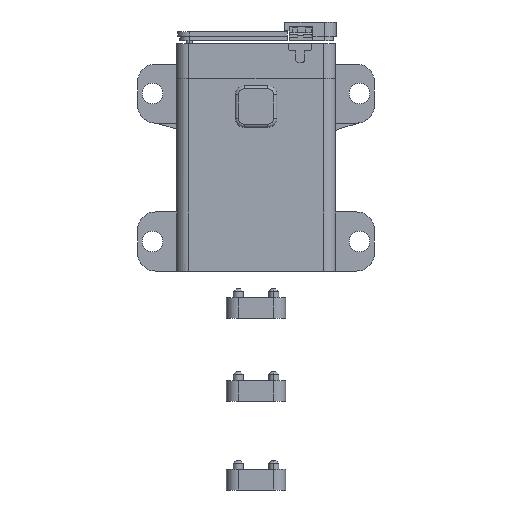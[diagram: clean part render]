
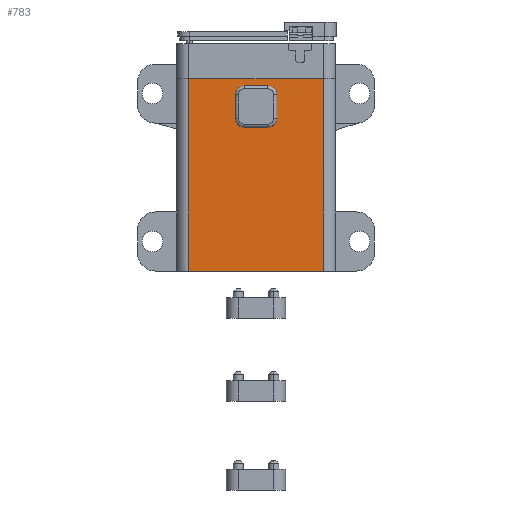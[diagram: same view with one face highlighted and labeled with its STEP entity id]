
A CAD part, front view. The second image highlights one B-rep face of the part: STEP entity #783.
In plain terms, the highlighted planar face has unit normal (0, -1, 0).
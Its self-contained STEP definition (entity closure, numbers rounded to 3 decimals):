
#159=FACE_BOUND('',#1727,.F.);
#443=PLANE('',#9470);
#783=ADVANCED_FACE('',(#159,#1242),#443,.T.);
#1242=FACE_OUTER_BOUND('',#1728,.F.);
#1727=EDGE_LOOP('',(#2840,#2841,#2842,#2843,#2844,#2845,#2846,#2847));
#1728=EDGE_LOOP('',(#2848,#2849,#2850,#2851));
#2840=ORIENTED_EDGE('',*,*,#6908,.T.);
#2841=ORIENTED_EDGE('',*,*,#6907,.T.);
#2842=ORIENTED_EDGE('',*,*,#6906,.T.);
#2843=ORIENTED_EDGE('',*,*,#6905,.T.);
#2844=ORIENTED_EDGE('',*,*,#6904,.T.);
#2845=ORIENTED_EDGE('',*,*,#6903,.T.);
#2846=ORIENTED_EDGE('',*,*,#6902,.T.);
#2847=ORIENTED_EDGE('',*,*,#6901,.T.);
#2848=ORIENTED_EDGE('',*,*,#6868,.F.);
#2849=ORIENTED_EDGE('',*,*,#6864,.F.);
#2850=ORIENTED_EDGE('',*,*,#6917,.F.);
#2851=ORIENTED_EDGE('',*,*,#6858,.T.);
#5207=LINE('',#13437,#5949);
#5211=LINE('',#13443,#5953);
#5215=LINE('',#13447,#5957);
#5231=LINE('',#13541,#5973);
#5232=LINE('',#13543,#5974);
#5233=LINE('',#13545,#5975);
#5234=LINE('',#13547,#5976);
#5243=LINE('',#13556,#5985);
#5949=VECTOR('',#10698,65.);
#5953=VECTOR('',#10706,65.);
#5957=VECTOR('',#10710,45.6);
#5973=VECTOR('',#10738,4.);
#5974=VECTOR('',#10741,4.);
#5975=VECTOR('',#10744,4.);
#5976=VECTOR('',#10747,4.);
#5985=VECTOR('',#10756,45.6);
#6858=EDGE_CURVE('',#8321,#8323,#5207,.T.);
#6864=EDGE_CURVE('',#8313,#8316,#5211,.T.);
#6868=EDGE_CURVE('',#8316,#8323,#5215,.T.);
#6901=EDGE_CURVE('',#8310,#8312,#7821,.T.);
#6902=EDGE_CURVE('',#8298,#8310,#5231,.T.);
#6903=EDGE_CURVE('',#8300,#8298,#7822,.T.);
#6904=EDGE_CURVE('',#8304,#8300,#5232,.T.);
#6905=EDGE_CURVE('',#8302,#8304,#7823,.T.);
#6906=EDGE_CURVE('',#8308,#8302,#5233,.T.);
#6907=EDGE_CURVE('',#8306,#8308,#7824,.T.);
#6908=EDGE_CURVE('',#8312,#8306,#5234,.T.);
#6917=EDGE_CURVE('',#8321,#8313,#5243,.T.);
#7821=CIRCLE('',#9354,3.);
#7822=CIRCLE('',#9355,3.);
#7823=CIRCLE('',#9356,3.);
#7824=CIRCLE('',#9357,3.);
#8298=VERTEX_POINT('',#13099);
#8300=VERTEX_POINT('',#13101);
#8302=VERTEX_POINT('',#13103);
#8304=VERTEX_POINT('',#13105);
#8306=VERTEX_POINT('',#13107);
#8308=VERTEX_POINT('',#13109);
#8310=VERTEX_POINT('',#13111);
#8312=VERTEX_POINT('',#13113);
#8313=VERTEX_POINT('',#13114);
#8316=VERTEX_POINT('',#13117);
#8321=VERTEX_POINT('',#13122);
#8323=VERTEX_POINT('',#13124);
#9354=AXIS2_PLACEMENT_3D('',#13540,#10736,#10737);
#9355=AXIS2_PLACEMENT_3D('',#13542,#10739,#10740);
#9356=AXIS2_PLACEMENT_3D('',#13544,#10742,#10743);
#9357=AXIS2_PLACEMENT_3D('',#13546,#10745,#10746);
#9470=AXIS2_PLACEMENT_3D('',#14346,#11105,#11106);
#10698=DIRECTION('',(0.,0.,-1.));
#10706=DIRECTION('',(0.,0.,-1.));
#10710=DIRECTION('',(1.,0.,0.));
#10736=DIRECTION('',(0.,-1.,0.));
#10737=DIRECTION('',(0.,0.,1.));
#10738=DIRECTION('',(-1.,0.,0.));
#10739=DIRECTION('',(0.,-1.,0.));
#10740=DIRECTION('',(1.,0.,0.));
#10741=DIRECTION('',(0.,0.,1.));
#10742=DIRECTION('',(0.,-1.,0.));
#10743=DIRECTION('',(0.,0.,-1.));
#10744=DIRECTION('',(1.,0.,0.));
#10745=DIRECTION('',(0.,-1.,0.));
#10746=DIRECTION('',(-1.,0.,0.));
#10747=DIRECTION('',(0.,0.,-1.));
#10756=DIRECTION('',(-1.,0.,0.));
#11105=DIRECTION('',(0.,-1.,0.));
#11106=DIRECTION('',(1.,0.,0.));
#13099=CARTESIAN_POINT('',(2.,-12.83,-14.4));
#13101=CARTESIAN_POINT('',(5.,-12.83,-17.4));
#13103=CARTESIAN_POINT('',(2.,-12.83,-24.4));
#13105=CARTESIAN_POINT('',(5.,-12.83,-21.4));
#13107=CARTESIAN_POINT('',(-5.,-12.83,-21.4));
#13109=CARTESIAN_POINT('',(-2.,-12.83,-24.4));
#13111=CARTESIAN_POINT('',(-2.,-12.83,-14.4));
#13113=CARTESIAN_POINT('',(-5.,-12.83,-17.4));
#13114=CARTESIAN_POINT('',(-22.8,-12.83,-10.));
#13117=CARTESIAN_POINT('',(-22.8,-12.83,-75.));
#13122=CARTESIAN_POINT('',(22.8,-12.83,-10.));
#13124=CARTESIAN_POINT('',(22.8,-12.83,-75.));
#13437=CARTESIAN_POINT('',(22.8,-12.83,-10.));
#13443=CARTESIAN_POINT('',(-22.8,-12.83,-10.));
#13447=CARTESIAN_POINT('',(-22.8,-12.83,-75.));
#13540=CARTESIAN_POINT('',(-2.,-12.83,-17.4));
#13541=CARTESIAN_POINT('',(2.,-12.83,-14.4));
#13542=CARTESIAN_POINT('',(2.,-12.83,-17.4));
#13543=CARTESIAN_POINT('',(5.,-12.83,-21.4));
#13544=CARTESIAN_POINT('',(2.,-12.83,-21.4));
#13545=CARTESIAN_POINT('',(-2.,-12.83,-24.4));
#13546=CARTESIAN_POINT('',(-2.,-12.83,-21.4));
#13547=CARTESIAN_POINT('',(-5.,-12.83,-17.4));
#13556=CARTESIAN_POINT('',(22.8,-12.83,-10.));
#14346=CARTESIAN_POINT('',(-27.45,-12.83,-75.65));
